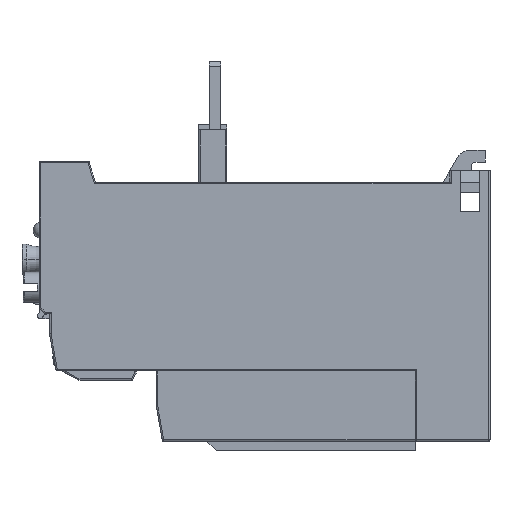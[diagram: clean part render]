
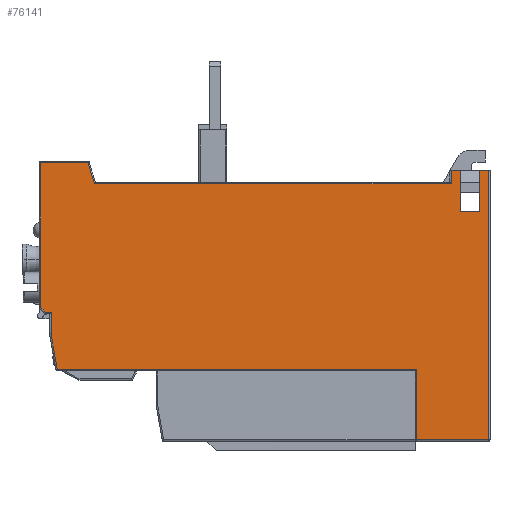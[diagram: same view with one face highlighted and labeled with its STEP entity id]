
A CAD part, left-side view. The second image highlights one B-rep face of the part: STEP entity #76141.
In plain terms, the highlighted planar face has unit normal (-1, 0, 0).
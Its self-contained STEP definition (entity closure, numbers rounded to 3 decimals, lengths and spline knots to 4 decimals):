
#1058=DIRECTION('',(0.,0.,-1.));
#1059=VECTOR('',#1058,0.3425);
#1060=CARTESIAN_POINT('',(-1.0827,-2.1969,
0.3425));
#1061=LINE('',#1060,#1059);
#1114=DIRECTION('',(0.,0.,1.));
#1115=VECTOR('',#1114,0.3425);
#1116=CARTESIAN_POINT('',(-1.0827,-2.0315,0.));
#1117=LINE('',#1116,#1115);
#2168=DIRECTION('',(0.,0.,1.));
#2169=VECTOR('',#2168,2.2638);
#2170=CARTESIAN_POINT('',(-1.0827,-2.2717,
-1.9213));
#2171=LINE('',#2170,#2169);
#2176=DIRECTION('',(0.,0.174,0.985));
#2177=VECTOR('',#2176,0.3049);
#2178=CARTESIAN_POINT('',(-1.0827,1.3565,
-1.3307));
#2179=LINE('',#2178,#2177);
#2180=DIRECTION('',(0.,0.707,0.707));
#2181=VECTOR('',#2180,0.057);
#2182=CARTESIAN_POINT('',(-1.0827,1.4557,
-0.8504));
#2183=LINE('',#2182,#2181);
#2184=DIRECTION('',(0.,-0.301,-0.954));
#2185=VECTOR('',#2184,0.1858);
#2186=CARTESIAN_POINT('',(-1.0827,1.1,
0.4094));
#2187=LINE('',#2186,#2185);
#2188=DIRECTION('',(0.,-1.,0.));
#2189=VECTOR('',#2188,0.0748);
#2190=CARTESIAN_POINT('',(-1.0827,-1.9567,
0.3425));
#2191=LINE('',#2190,#2189);
#2192=DIRECTION('',(0.,-1.,0.));
#2193=VECTOR('',#2192,0.1654);
#2194=CARTESIAN_POINT('',(-1.0827,-2.0315,0.));
#2195=LINE('',#2194,#2193);
#2196=DIRECTION('',(0.,-1.,0.));
#2197=VECTOR('',#2196,0.0748);
#2198=CARTESIAN_POINT('',(-1.0827,-2.1969,
0.3425));
#2199=LINE('',#2198,#2197);
#2204=DIRECTION('',(0.,-1.,0.));
#2205=VECTOR('',#2204,3.0219);
#2206=CARTESIAN_POINT('',(-1.0827,1.3565,
-1.3307));
#2207=LINE('',#2206,#2205);
#7552=DIRECTION('',(0.,0.,-1.));
#7553=VECTOR('',#7552,0.5906);
#7554=CARTESIAN_POINT('',(-1.0827,-1.6654,
-1.3307));
#7555=LINE('',#7554,#7553);
#7575=DIRECTION('',(0.,-1.,0.));
#7576=VECTOR('',#7575,0.6063);
#7577=CARTESIAN_POINT('',(-1.0827,-1.6654,
-1.9213));
#7578=LINE('',#7577,#7576);
#7724=DIRECTION('',(0.,1.,0.));
#7725=VECTOR('',#7724,0.396);
#7726=CARTESIAN_POINT('',(-1.0827,1.1,
0.4094));
#7727=LINE('',#7726,#7725);
#7751=DIRECTION('',(0.,0.,-1.));
#7752=VECTOR('',#7751,1.2195);
#7753=CARTESIAN_POINT('',(-1.0827,1.4961,
0.4094));
#7754=LINE('',#7753,#7752);
#37963=DIRECTION('',(0.,-1.,0.));
#37964=VECTOR('',#37963,0.0463);
#37965=CARTESIAN_POINT('',(-1.0827,1.4557,
-0.8504));
#37966=LINE('',#37965,#37964);
#37979=DIRECTION('',(0.,0.,-1.));
#37980=VECTOR('',#37979,0.1801);
#37981=CARTESIAN_POINT('',(-1.0827,1.4094,
-0.8504));
#37982=LINE('',#37981,#37980);
#45892=DIRECTION('',(0.,1.,0.));
#45893=VECTOR('',#45892,3.0008);
#45894=CARTESIAN_POINT('',(-1.0827,-1.9567,
0.2323));
#45895=LINE('',#45894,#45893);
#45900=DIRECTION('',(0.,0.,-1.));
#45901=VECTOR('',#45900,0.1102);
#45902=CARTESIAN_POINT('',(-1.0827,-1.9567,
0.3425));
#45903=LINE('',#45902,#45901);
#57479=CARTESIAN_POINT('',(-1.0827,-2.1969,
0.3425));
#57480=VERTEX_POINT('',#57479);
#57481=CARTESIAN_POINT('',(-1.0827,-2.1969,0.));
#57482=VERTEX_POINT('',#57481);
#57503=CARTESIAN_POINT('',(-1.0827,-2.0315,0.));
#57504=VERTEX_POINT('',#57503);
#57505=CARTESIAN_POINT('',(-1.0827,-2.0315,
0.3425));
#57506=VERTEX_POINT('',#57505);
#58092=CARTESIAN_POINT('',(-1.0827,-2.2717,
-1.9213));
#58093=CARTESIAN_POINT('',(-1.0827,-2.2717,
0.3425));
#58094=VERTEX_POINT('',#58092);
#58095=VERTEX_POINT('',#58093);
#58096=CARTESIAN_POINT('',(-1.0827,1.3565,
-1.3307));
#58097=CARTESIAN_POINT('',(-1.0827,-1.6654,
-1.3307));
#58098=VERTEX_POINT('',#58096);
#58099=VERTEX_POINT('',#58097);
#58100=CARTESIAN_POINT('',(-1.0827,1.4094,
-1.0305));
#58101=VERTEX_POINT('',#58100);
#58102=CARTESIAN_POINT('',(-1.0827,1.4094,
-0.8504));
#58103=VERTEX_POINT('',#58102);
#58104=CARTESIAN_POINT('',(-1.0827,1.4557,
-0.8504));
#58105=VERTEX_POINT('',#58104);
#58106=CARTESIAN_POINT('',(-1.0827,1.4961,
-0.8101));
#58107=VERTEX_POINT('',#58106);
#58108=CARTESIAN_POINT('',(-1.0827,1.4961,
0.4094));
#58109=VERTEX_POINT('',#58108);
#58110=CARTESIAN_POINT('',(-1.0827,1.1,
0.4094));
#58111=VERTEX_POINT('',#58110);
#58112=CARTESIAN_POINT('',(-1.0827,1.0441,
0.2323));
#58113=VERTEX_POINT('',#58112);
#58114=CARTESIAN_POINT('',(-1.0827,-1.9567,
0.2323));
#58115=VERTEX_POINT('',#58114);
#58116=CARTESIAN_POINT('',(-1.0827,-1.9567,
0.3425));
#58117=VERTEX_POINT('',#58116);
#58118=CARTESIAN_POINT('',(-1.0827,-1.6654,
-1.9213));
#58119=VERTEX_POINT('',#58118);
#76101=CARTESIAN_POINT('',(-1.0827,0.,0.));
#76102=DIRECTION('',(1.,0.,0.));
#76103=DIRECTION('',(0.,1.,0.));
#76104=AXIS2_PLACEMENT_3D('',#76101,#76102,#76103);
#76105=PLANE('',#76104);
#76107=ORIENTED_EDGE('',*,*,#76106,.F.);
#76109=ORIENTED_EDGE('',*,*,#76108,.T.);
#76111=ORIENTED_EDGE('',*,*,#76110,.F.);
#76113=ORIENTED_EDGE('',*,*,#76112,.F.);
#76115=ORIENTED_EDGE('',*,*,#76114,.T.);
#76117=ORIENTED_EDGE('',*,*,#76116,.F.);
#76119=ORIENTED_EDGE('',*,*,#76118,.F.);
#76121=ORIENTED_EDGE('',*,*,#76120,.T.);
#76123=ORIENTED_EDGE('',*,*,#76122,.F.);
#76125=ORIENTED_EDGE('',*,*,#76124,.F.);
#76127=ORIENTED_EDGE('',*,*,#76126,.T.);
#76128=ORIENTED_EDGE('',*,*,#75185,.F.);
#76130=ORIENTED_EDGE('',*,*,#76129,.T.);
#76131=ORIENTED_EDGE('',*,*,#75128,.F.);
#76133=ORIENTED_EDGE('',*,*,#76132,.T.);
#76134=ORIENTED_EDGE('',*,*,#76091,.F.);
#76136=ORIENTED_EDGE('',*,*,#76135,.F.);
#76138=ORIENTED_EDGE('',*,*,#76137,.F.);
#76139=EDGE_LOOP('',(#76107,#76109,#76111,#76113,#76115,#76117,#76119,#76121,
#76123,#76125,#76127,#76128,#76130,#76131,#76133,#76134,#76136,#76138));
#76140=FACE_OUTER_BOUND('',#76139,.F.);
#76141=ADVANCED_FACE('',(#76140),#76105,.F.);
#75128=EDGE_CURVE('',#57480,#57482,#1061,.T.);
#75185=EDGE_CURVE('',#57504,#57506,#1117,.T.);
#76091=EDGE_CURVE('',#58094,#58095,#2171,.T.);
#76106=EDGE_CURVE('',#58098,#58099,#2207,.T.);
#76108=EDGE_CURVE('',#58098,#58101,#2179,.T.);
#76110=EDGE_CURVE('',#58103,#58101,#37982,.T.);
#76112=EDGE_CURVE('',#58105,#58103,#37966,.T.);
#76114=EDGE_CURVE('',#58105,#58107,#2183,.T.);
#76116=EDGE_CURVE('',#58109,#58107,#7754,.T.);
#76118=EDGE_CURVE('',#58111,#58109,#7727,.T.);
#76120=EDGE_CURVE('',#58111,#58113,#2187,.T.);
#76122=EDGE_CURVE('',#58115,#58113,#45895,.T.);
#76124=EDGE_CURVE('',#58117,#58115,#45903,.T.);
#76126=EDGE_CURVE('',#58117,#57506,#2191,.T.);
#76129=EDGE_CURVE('',#57504,#57482,#2195,.T.);
#76132=EDGE_CURVE('',#57480,#58095,#2199,.T.);
#76135=EDGE_CURVE('',#58119,#58094,#7578,.T.);
#76137=EDGE_CURVE('',#58099,#58119,#7555,.T.);
